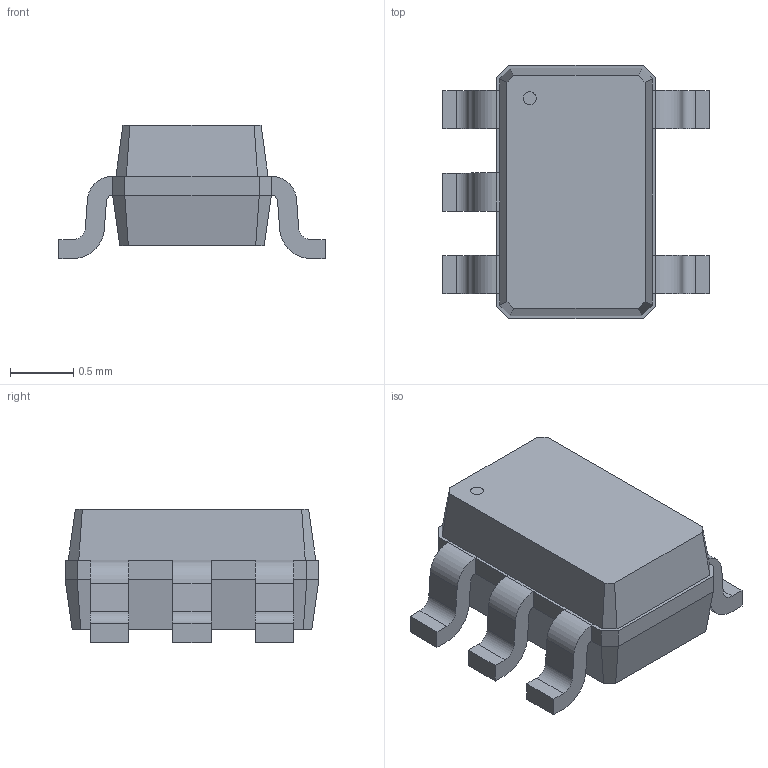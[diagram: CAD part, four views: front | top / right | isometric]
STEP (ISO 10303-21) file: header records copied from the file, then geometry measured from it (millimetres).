
FILE_DESCRIPTION(/* description */ ('model of SOT-353_SC-70-5'),/* implementation_level */ '2;1');
FILE_NAME(/* name */ 'SOT-353_SC-70-5.step',/* time_stamp */ '1970-01-01T00:00:00',/* author */ ('KiCAD','kicad'),/* organization */ ('OCCT'),/* preprocessor_version */ '',/* originating_system */ 'KiCAD',/* authorisation */ '');
FILE_SCHEMA(('AUTOMOTIVE_DESIGN { 1 0 10303 214 1 1 1 1 }'));
Length unit declared in the file: millimetre
Products named in the file (1): SOT-353_SC-70-5
Bounding box: 2.1 x 2 x 1.05 mm (x, y, z)
Volume: 2.3 mm3; surface area: 13.6 mm2
Topology: 1 solids, 1 shells, 97 faces, 245 edges, 151 vertices
Faces by surface type: plane 61, cylinder 20, bspline 16
Entity records: 1915 total; most frequent: ORIENTED_EDGE 424, EDGE_CURVE 245, CARTESIAN_POINT 194, LINE 160, VERTEX_POINT 151, AXIS2_PLACEMENT_3D 107, FACE_BOUND 98, EDGE_LOOP 98
